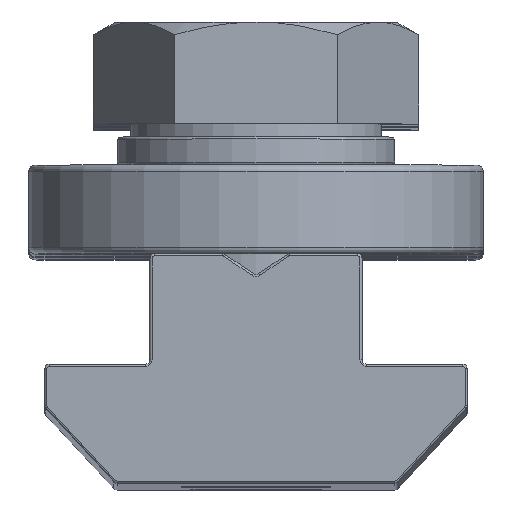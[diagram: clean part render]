
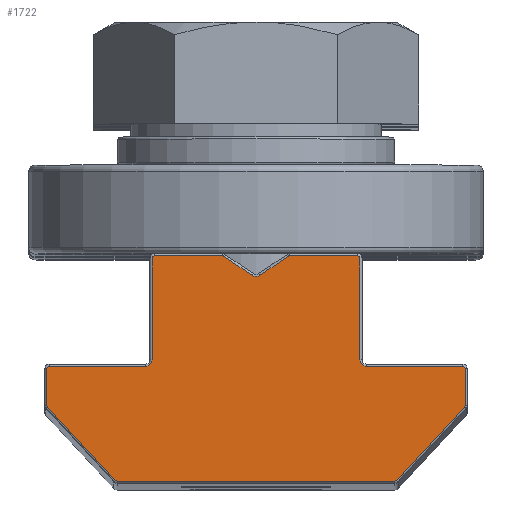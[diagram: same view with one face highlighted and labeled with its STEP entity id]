
A CAD part, top view. The second image highlights one B-rep face of the part: STEP entity #1722.
In plain terms, the highlighted planar face has unit normal (0, 0, 1).
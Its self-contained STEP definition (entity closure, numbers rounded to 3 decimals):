
#144=CARTESIAN_POINT('',(1.505,10.483,180.0));
#145=VERTEX_POINT('',#144);
#153=CARTESIAN_POINT('',(1.561,10.5,180.0));
#154=VERTEX_POINT('',#153);
#155=CARTESIAN_POINT('',(1.561,10.4,180.0));
#156=DIRECTION('',(0.0,0.0,-1.0));
#157=DIRECTION('',(-0.29,0.957,0.0));
#158=AXIS2_PLACEMENT_3D('',#155,#156,#157);
#159=CIRCLE('',#158,0.1);
#160=EDGE_CURVE('',#145,#154,#159,.T.);
#186=CARTESIAN_POINT('',(4.7,10.5,180.0));
#187=VERTEX_POINT('',#186);
#204=CARTESIAN_POINT('',(1.561,10.5,180.0));
#205=DIRECTION('',(1.0,0.0,0.0));
#206=VECTOR('',#205,3.139);
#207=LINE('',#204,#206);
#208=EDGE_CURVE('',#154,#187,#207,.T.);
#218=CARTESIAN_POINT('',(4.8,10.4,180.0));
#219=VERTEX_POINT('',#218);
#237=CARTESIAN_POINT('',(4.7,10.4,180.0));
#238=DIRECTION('',(0.0,0.0,-1.0));
#239=DIRECTION('',(0.707,0.707,0.0));
#240=AXIS2_PLACEMENT_3D('',#237,#238,#239);
#241=CIRCLE('',#240,0.1);
#242=EDGE_CURVE('',#187,#219,#241,.T.);
#252=CARTESIAN_POINT('',(4.8,5.7,180.0));
#253=VERTEX_POINT('',#252);
#270=CARTESIAN_POINT('',(4.8,10.4,180.0));
#271=DIRECTION('',(0.0,-1.0,0.0));
#272=VECTOR('',#271,4.7);
#273=LINE('',#270,#272);
#274=EDGE_CURVE('',#219,#253,#273,.T.);
#284=CARTESIAN_POINT('',(5.1,5.4,180.0));
#285=VERTEX_POINT('',#284);
#303=CARTESIAN_POINT('',(5.1,5.7,180.0));
#304=DIRECTION('',(0.0,0.0,1.0));
#305=DIRECTION('',(-0.707,-0.707,0.0));
#306=AXIS2_PLACEMENT_3D('',#303,#304,#305);
#307=CIRCLE('',#306,0.3);
#308=EDGE_CURVE('',#253,#285,#307,.T.);
#318=CARTESIAN_POINT('',(9.55,5.4,180.0));
#319=VERTEX_POINT('',#318);
#336=CARTESIAN_POINT('',(5.1,5.4,180.0));
#337=DIRECTION('',(1.0,0.0,0.0));
#338=VECTOR('',#337,4.45);
#339=LINE('',#336,#338);
#340=EDGE_CURVE('',#285,#319,#339,.T.);
#434=CARTESIAN_POINT('',(9.65,5.3,180.0));
#435=VERTEX_POINT('',#434);
#453=CARTESIAN_POINT('',(9.55,5.3,180.0));
#454=DIRECTION('',(0.0,0.0,-1.0));
#455=DIRECTION('',(0.707,0.707,0.0));
#456=AXIS2_PLACEMENT_3D('',#453,#454,#455);
#457=CIRCLE('',#456,0.1);
#458=EDGE_CURVE('',#319,#435,#457,.T.);
#468=CARTESIAN_POINT('',(9.65,3.579,180.0));
#469=VERTEX_POINT('',#468);
#486=CARTESIAN_POINT('',(9.65,5.3,180.0));
#487=DIRECTION('',(0.0,-1.0,0.0));
#488=VECTOR('',#487,1.721);
#489=LINE('',#486,#488);
#490=EDGE_CURVE('',#435,#469,#489,.T.);
#530=CARTESIAN_POINT('',(9.623,3.51,180.0));
#531=VERTEX_POINT('',#530);
#549=CARTESIAN_POINT('',(9.55,3.579,180.0));
#550=DIRECTION('',(0.0,0.0,-1.0));
#551=DIRECTION('',(0.931,-0.366,0.0));
#552=AXIS2_PLACEMENT_3D('',#549,#550,#551);
#553=CIRCLE('',#552,0.1);
#554=EDGE_CURVE('',#469,#531,#553,.T.);
#564=CARTESIAN_POINT('',(6.486,0.132,180.0));
#565=VERTEX_POINT('',#564);
#582=CARTESIAN_POINT('',(9.623,3.51,180.0));
#583=DIRECTION('',(-0.68,-0.733,0.0));
#584=VECTOR('',#583,4.61);
#585=LINE('',#582,#584);
#586=EDGE_CURVE('',#531,#565,#585,.T.);
#596=CARTESIAN_POINT('',(6.413,0.1,180.0));
#597=VERTEX_POINT('',#596);
#615=CARTESIAN_POINT('',(6.413,0.2,180.0));
#616=DIRECTION('',(0.0,0.0,-1.0));
#617=DIRECTION('',(0.4,-0.917,0.0));
#618=AXIS2_PLACEMENT_3D('',#615,#616,#617);
#619=CIRCLE('',#618,0.1);
#620=EDGE_CURVE('',#565,#597,#619,.T.);
#630=CARTESIAN_POINT('',(-6.413,0.1,180.0));
#631=VERTEX_POINT('',#630);
#648=CARTESIAN_POINT('',(6.413,0.1,180.0));
#649=DIRECTION('',(-1.0,0.0,0.0));
#650=VECTOR('',#649,12.826);
#651=LINE('',#648,#650);
#652=EDGE_CURVE('',#597,#631,#651,.T.);
#692=CARTESIAN_POINT('',(-6.486,0.132,180.0));
#693=VERTEX_POINT('',#692);
#711=CARTESIAN_POINT('',(-6.413,0.2,180.0));
#712=DIRECTION('',(0.0,0.0,-1.0));
#713=DIRECTION('',(-0.4,-0.917,0.0));
#714=AXIS2_PLACEMENT_3D('',#711,#712,#713);
#715=CIRCLE('',#714,0.1);
#716=EDGE_CURVE('',#631,#693,#715,.T.);
#726=CARTESIAN_POINT('',(-9.623,3.51,180.0));
#727=VERTEX_POINT('',#726);
#744=CARTESIAN_POINT('',(-6.486,0.132,180.0));
#745=DIRECTION('',(-0.68,0.733,0.0));
#746=VECTOR('',#745,4.61);
#747=LINE('',#744,#746);
#748=EDGE_CURVE('',#693,#727,#747,.T.);
#788=CARTESIAN_POINT('',(-9.65,3.579,180.0));
#789=VERTEX_POINT('',#788);
#807=CARTESIAN_POINT('',(-9.55,3.579,180.0));
#808=DIRECTION('',(0.0,0.0,-1.0));
#809=DIRECTION('',(-0.931,-0.366,0.0));
#810=AXIS2_PLACEMENT_3D('',#807,#808,#809);
#811=CIRCLE('',#810,0.1);
#812=EDGE_CURVE('',#727,#789,#811,.T.);
#822=CARTESIAN_POINT('',(-9.65,5.3,180.0));
#823=VERTEX_POINT('',#822);
#840=CARTESIAN_POINT('',(-9.65,3.579,180.0));
#841=DIRECTION('',(0.0,1.0,0.0));
#842=VECTOR('',#841,1.721);
#843=LINE('',#840,#842);
#844=EDGE_CURVE('',#789,#823,#843,.T.);
#938=CARTESIAN_POINT('',(-9.55,5.4,180.0));
#939=VERTEX_POINT('',#938);
#957=CARTESIAN_POINT('',(-9.55,5.3,180.0));
#958=DIRECTION('',(0.0,0.0,-1.0));
#959=DIRECTION('',(-0.707,0.707,0.0));
#960=AXIS2_PLACEMENT_3D('',#957,#958,#959);
#961=CIRCLE('',#960,0.1);
#962=EDGE_CURVE('',#823,#939,#961,.T.);
#972=CARTESIAN_POINT('',(-5.1,5.4,180.0));
#973=VERTEX_POINT('',#972);
#990=CARTESIAN_POINT('',(-9.55,5.4,180.0));
#991=DIRECTION('',(1.0,0.0,0.0));
#992=VECTOR('',#991,4.45);
#993=LINE('',#990,#992);
#994=EDGE_CURVE('',#939,#973,#993,.T.);
#1004=CARTESIAN_POINT('',(-4.8,5.7,180.0));
#1005=VERTEX_POINT('',#1004);
#1023=CARTESIAN_POINT('',(-5.1,5.7,180.0));
#1024=DIRECTION('',(0.0,0.0,1.0));
#1025=DIRECTION('',(0.707,-0.707,0.0));
#1026=AXIS2_PLACEMENT_3D('',#1023,#1024,#1025);
#1027=CIRCLE('',#1026,0.3);
#1028=EDGE_CURVE('',#973,#1005,#1027,.T.);
#1038=CARTESIAN_POINT('',(-4.8,10.4,180.0));
#1039=VERTEX_POINT('',#1038);
#1056=CARTESIAN_POINT('',(-4.8,5.7,180.0));
#1057=DIRECTION('',(0.0,1.0,0.0));
#1058=VECTOR('',#1057,4.7);
#1059=LINE('',#1056,#1058);
#1060=EDGE_CURVE('',#1005,#1039,#1059,.T.);
#1070=CARTESIAN_POINT('',(-4.7,10.5,180.0));
#1071=VERTEX_POINT('',#1070);
#1089=CARTESIAN_POINT('',(-4.7,10.4,180.0));
#1090=DIRECTION('',(0.0,0.0,-1.0));
#1091=DIRECTION('',(-0.707,0.707,0.0));
#1092=AXIS2_PLACEMENT_3D('',#1089,#1090,#1091);
#1093=CIRCLE('',#1092,0.1);
#1094=EDGE_CURVE('',#1039,#1071,#1093,.T.);
#1104=CARTESIAN_POINT('',(-1.561,10.5,180.0));
#1105=VERTEX_POINT('',#1104);
#1122=CARTESIAN_POINT('',(-4.7,10.5,180.0));
#1123=DIRECTION('',(1.0,0.0,0.0));
#1124=VECTOR('',#1123,3.139);
#1125=LINE('',#1122,#1124);
#1126=EDGE_CURVE('',#1071,#1105,#1125,.T.);
#1166=CARTESIAN_POINT('',(-1.505,10.483,180.0));
#1167=VERTEX_POINT('',#1166);
#1185=CARTESIAN_POINT('',(-1.561,10.4,180.0));
#1186=DIRECTION('',(0.0,0.0,-1.0));
#1187=DIRECTION('',(0.29,0.957,0.0));
#1188=AXIS2_PLACEMENT_3D('',#1185,#1186,#1187);
#1189=CIRCLE('',#1188,0.1);
#1190=EDGE_CURVE('',#1105,#1167,#1189,.T.);
#1200=CARTESIAN_POINT('',(-0.166,9.591,180.0));
#1201=VERTEX_POINT('',#1200);
#1218=CARTESIAN_POINT('',(-1.505,10.483,180.0));
#1219=DIRECTION('',(0.832,-0.555,0.0));
#1220=VECTOR('',#1219,1.609);
#1221=LINE('',#1218,#1220);
#1222=EDGE_CURVE('',#1167,#1201,#1221,.T.);
#1232=CARTESIAN_POINT('',(0.166,9.591,180.0));
#1233=VERTEX_POINT('',#1232);
#1251=CARTESIAN_POINT('',(0.,9.84,180.0));
#1252=DIRECTION('',(0.0,0.0,1.0));
#1253=DIRECTION('',(0.0,-1.0,0.0));
#1254=AXIS2_PLACEMENT_3D('',#1251,#1252,#1253);
#1255=CIRCLE('',#1254,0.3);
#1256=EDGE_CURVE('',#1201,#1233,#1255,.T.);
#1267=CARTESIAN_POINT('',(0.166,9.591,180.0));
#1268=DIRECTION('',(0.832,0.555,0.0));
#1269=VECTOR('',#1268,1.609);
#1270=LINE('',#1267,#1269);
#1271=EDGE_CURVE('',#1233,#145,#1270,.T.);
#1689=CARTESIAN_POINT('',(3.924,4.989,180.0));
#1690=DIRECTION('',(0.0,0.0,1.0));
#1691=DIRECTION('',(1.0,0.0,0.0));
#1692=AXIS2_PLACEMENT_3D('',#1689,#1690,#1691);
#1693=PLANE('',#1692);
#1694=ORIENTED_EDGE('',*,*,#160,.F.);
#1695=ORIENTED_EDGE('',*,*,#1271,.F.);
#1696=ORIENTED_EDGE('',*,*,#1256,.F.);
#1697=ORIENTED_EDGE('',*,*,#1222,.F.);
#1698=ORIENTED_EDGE('',*,*,#1190,.F.);
#1699=ORIENTED_EDGE('',*,*,#1126,.F.);
#1700=ORIENTED_EDGE('',*,*,#1094,.F.);
#1701=ORIENTED_EDGE('',*,*,#1060,.F.);
#1702=ORIENTED_EDGE('',*,*,#1028,.F.);
#1703=ORIENTED_EDGE('',*,*,#994,.F.);
#1704=ORIENTED_EDGE('',*,*,#962,.F.);
#1705=ORIENTED_EDGE('',*,*,#844,.F.);
#1706=ORIENTED_EDGE('',*,*,#812,.F.);
#1707=ORIENTED_EDGE('',*,*,#748,.F.);
#1708=ORIENTED_EDGE('',*,*,#716,.F.);
#1709=ORIENTED_EDGE('',*,*,#652,.F.);
#1710=ORIENTED_EDGE('',*,*,#620,.F.);
#1711=ORIENTED_EDGE('',*,*,#586,.F.);
#1712=ORIENTED_EDGE('',*,*,#554,.F.);
#1713=ORIENTED_EDGE('',*,*,#490,.F.);
#1714=ORIENTED_EDGE('',*,*,#458,.F.);
#1715=ORIENTED_EDGE('',*,*,#340,.F.);
#1716=ORIENTED_EDGE('',*,*,#308,.F.);
#1717=ORIENTED_EDGE('',*,*,#274,.F.);
#1718=ORIENTED_EDGE('',*,*,#242,.F.);
#1719=ORIENTED_EDGE('',*,*,#208,.F.);
#1720=EDGE_LOOP('',(#1694,#1695,#1696,#1697,#1698,#1699,#1700,#1701,#1702,#1703,#1704,#1705,#1706,#1707,#1708,#1709,#1710,#1711,#1712,#1713,#1714,#1715,#1716,#1717,#1718,#1719));
#1721=FACE_OUTER_BOUND('',#1720,.T.);
#1722=ADVANCED_FACE('',(#1721),#1693,.T.);
